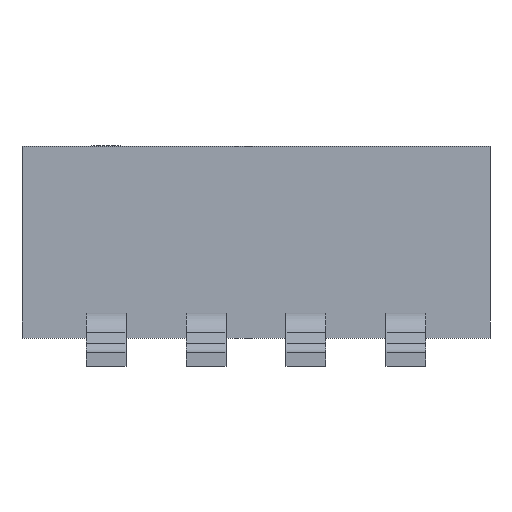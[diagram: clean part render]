
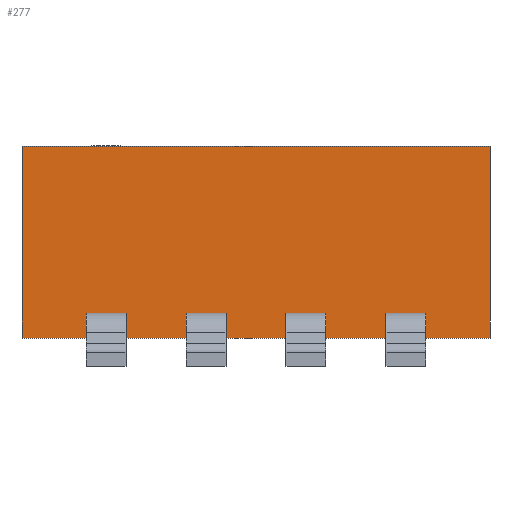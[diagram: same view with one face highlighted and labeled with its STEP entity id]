
A CAD part, left-side view. The second image highlights one B-rep face of the part: STEP entity #277.
In plain terms, the highlighted planar face has unit normal (-1, 0, 0).
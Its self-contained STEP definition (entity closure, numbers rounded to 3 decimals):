
#143=CARTESIAN_POINT('',(-3.797,-2.972,0.356));
#142=VERTEX_POINT('',#143);
#161=CARTESIAN_POINT('',(-3.797,-2.972,2.794));
#160=VERTEX_POINT('',#161);
#169=EDGE_CURVE('',#142,#160,#174,.T.);
#174=LINE('',#143,#176);
#176=VECTOR('',#177,2.438);
#177=DIRECTION('',(0.0,0.0,1.0));
#239=CARTESIAN_POINT('',(-3.797,2.972,0.356));
#238=VERTEX_POINT('',#239);
#249=CARTESIAN_POINT('',(-3.797,2.972,2.794));
#248=VERTEX_POINT('',#249);
#247=EDGE_CURVE('',#248,#238,#252,.T.);
#252=LINE('',#249,#254);
#254=VECTOR('',#255,2.438);
#255=DIRECTION('',(0.0,0.0,-1.0));
#277=ADVANCED_FACE('',(#283),#278,.T.);
#278=PLANE('',#279);
#279=AXIS2_PLACEMENT_3D('',#280,#281,#282);
#280=CARTESIAN_POINT('',(-3.797,2.972,0.356));
#281=DIRECTION('',(-1.0,0.0,0.0));
#282=DIRECTION('',(0.,0.,1.));
#283=FACE_OUTER_BOUND('',#284,.T.);
#284=EDGE_LOOP('',(#285,#295,#305,#315));
#286=EDGE_CURVE('',#142,#238,#291,.T.);
#291=LINE('',#143,#293);
#293=VECTOR('',#294,5.944);
#294=DIRECTION('',(0.0,1.0,0.0));
#285=ORIENTED_EDGE('',*,*,#286,.F.);
#295=ORIENTED_EDGE('',*,*,#169,.T.);
#306=EDGE_CURVE('',#248,#160,#311,.T.);
#311=LINE('',#249,#313);
#313=VECTOR('',#314,5.944);
#314=DIRECTION('',(0.0,-1.0,0.0));
#305=ORIENTED_EDGE('',*,*,#306,.F.);
#315=ORIENTED_EDGE('',*,*,#247,.T.);
